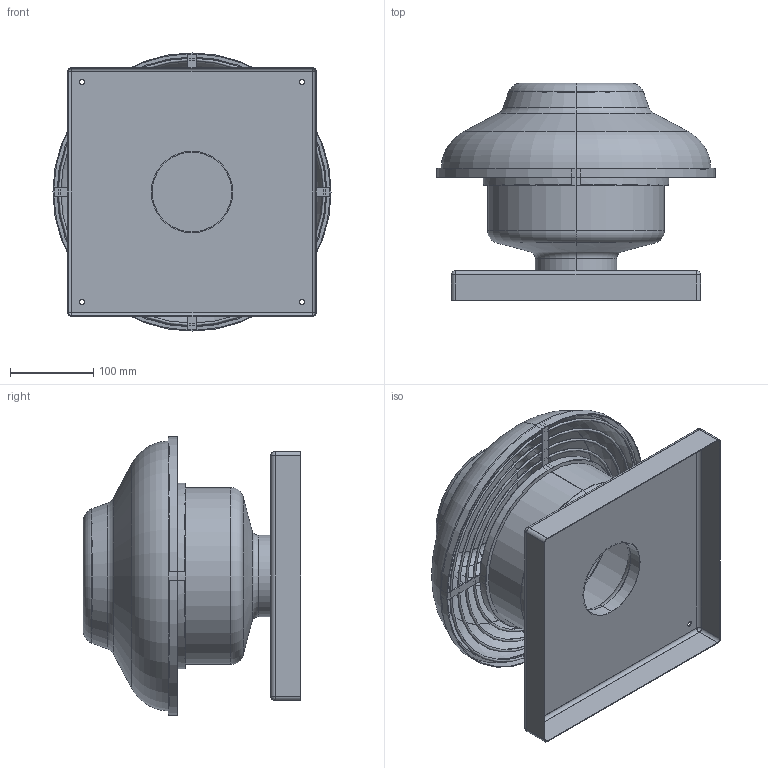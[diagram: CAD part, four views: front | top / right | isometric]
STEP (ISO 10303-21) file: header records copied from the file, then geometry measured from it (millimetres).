
FILE_DESCRIPTION (( 'STEP AP214' ), '1' );
FILE_NAME ('EHD10.step', '2009-11-24T14:30:14', ( 'Wolfgang Schmidt' ), ( 'WS-KO' ), 'SwSTEP 2.0', 'SolidWorks 2009', '' );
FILE_SCHEMA (( 'AUTOMOTIVE_DESIGN' ));
Length unit declared in the file: millimetre
Products named in the file (1): EHD10
Bounding box: 335 x 262 x 335 mm (x, y, z)
Volume: 376605.6 mm3; surface area: 738210.5 mm2
Topology: 1 solids, 1 shells, 190 faces, 532 edges, 312 vertices
Faces by surface type: plane 90, cylinder 44, torus 36, cone 12, sphere 8
Entity records: 6474 total; most frequent: CARTESIAN_POINT 1491, DIRECTION 1078, ORIENTED_EDGE 1048, EDGE_CURVE 524, AXIS2_PLACEMENT_3D 427, VERTEX_POINT 312, CIRCLE 236, VECTOR 224
